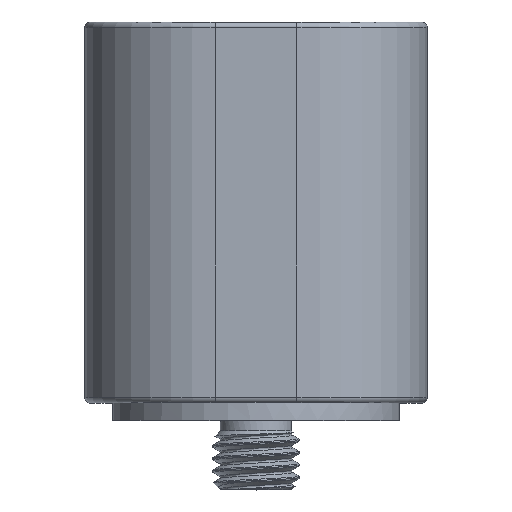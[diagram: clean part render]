
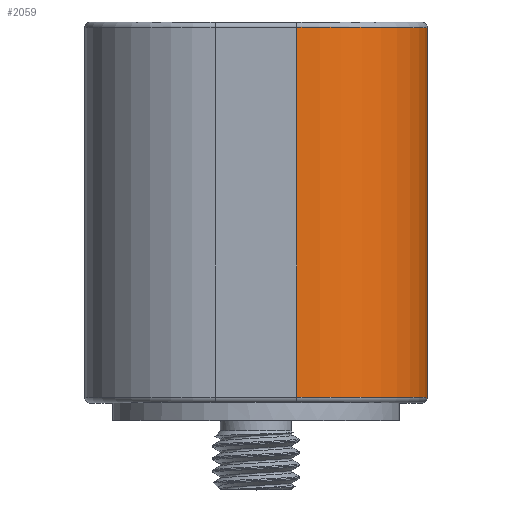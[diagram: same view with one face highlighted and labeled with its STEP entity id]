
A CAD part, top view. The second image highlights one B-rep face of the part: STEP entity #2059.
In plain terms, the highlighted cylindrical face has radius 9.525 mm (diameter 19.05 mm), a partial arc.
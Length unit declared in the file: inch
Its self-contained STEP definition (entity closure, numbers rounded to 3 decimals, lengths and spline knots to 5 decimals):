
#168=CYLINDRICAL_SURFACE('',#2227,0.375);
#339=FACE_OUTER_BOUND('',#502,.T.);
#502=EDGE_LOOP('',(#1798,#1799,#1800,#1801));
#648=LINE('',#9516,#778);
#651=LINE('',#9522,#781);
#778=VECTOR('',#2648,0.3937);
#781=VECTOR('',#2653,0.3937);
#853=CIRCLE('',#2223,0.375);
#855=CIRCLE('',#2228,0.375);
#1040=VERTEX_POINT('',#9501);
#1042=VERTEX_POINT('',#9507);
#1043=VERTEX_POINT('',#9515);
#1045=VERTEX_POINT('',#9521);
#1295=EDGE_CURVE('',#1042,#1040,#853,.T.);
#1299=EDGE_CURVE('',#1043,#1040,#648,.T.);
#1302=EDGE_CURVE('',#1042,#1045,#651,.T.);
#1303=EDGE_CURVE('',#1043,#1045,#855,.T.);
#1798=ORIENTED_EDGE('',*,*,#1295,.F.);
#1799=ORIENTED_EDGE('',*,*,#1302,.T.);
#1800=ORIENTED_EDGE('',*,*,#1303,.F.);
#1801=ORIENTED_EDGE('',*,*,#1299,.T.);
#2059=ADVANCED_FACE('',(#339),#168,.T.);
#2223=AXIS2_PLACEMENT_3D('',#9509,#2638,#2639);
#2227=AXIS2_PLACEMENT_3D('',#9520,#2651,#2652);
#2228=AXIS2_PLACEMENT_3D('',#9523,#2654,#2655);
#2638=DIRECTION('center_axis',(0.,-1.,0.));
#2639=DIRECTION('ref_axis',(0.707,0.,0.707));
#2648=DIRECTION('',(0.,-1.,0.));
#2651=DIRECTION('center_axis',(0.,1.,0.));
#2652=DIRECTION('ref_axis',(0.707,0.,0.707));
#2653=DIRECTION('',(0.,1.,0.));
#2654=DIRECTION('center_axis',(0.,1.,0.));
#2655=DIRECTION('ref_axis',(0.707,0.,0.707));
#9501=CARTESIAN_POINT('',(-0.26641,-0.56116,0.4925));
#9507=CARTESIAN_POINT('',(0.10859,-0.56116,0.1175));
#9509=CARTESIAN_POINT('Origin',(-0.26641,-0.56116,0.1175));
#9515=CARTESIAN_POINT('',(-0.26641,0.50259,0.4925));
#9516=CARTESIAN_POINT('',(-0.26641,-0.62679,0.4925));
#9520=CARTESIAN_POINT('Origin',(-0.26641,-0.62679,0.1175));
#9521=CARTESIAN_POINT('',(0.10859,0.50259,0.1175));
#9522=CARTESIAN_POINT('',(0.10859,-0.62679,0.1175));
#9523=CARTESIAN_POINT('Origin',(-0.26641,0.50259,0.1175));
